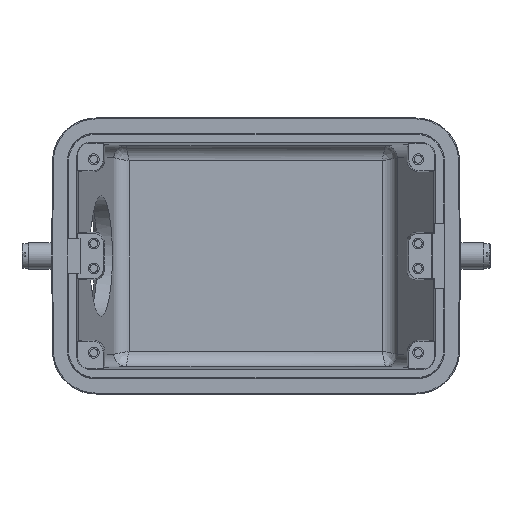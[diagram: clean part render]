
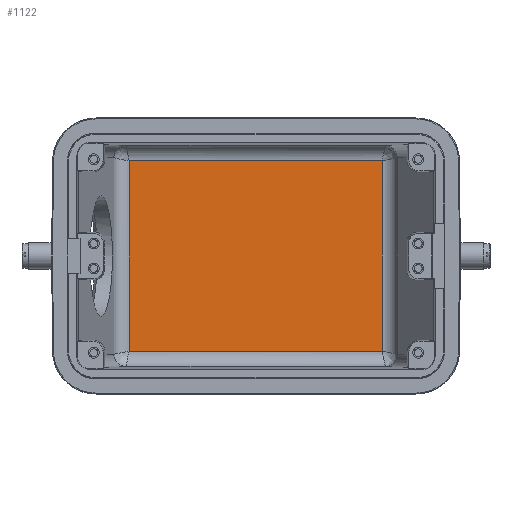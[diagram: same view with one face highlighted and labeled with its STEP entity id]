
A CAD part, front view. The second image highlights one B-rep face of the part: STEP entity #1122.
In plain terms, the highlighted planar face has unit normal (0, -1, 0).
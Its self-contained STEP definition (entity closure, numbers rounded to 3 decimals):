
#463=FACE_OUTER_BOUND('',#2116,.T.);
#1122=ADVANCED_FACE('NONE',(#463),#1414,.F.);
#1414=PLANE('',#8014);
#2116=EDGE_LOOP('',(#5413,#5414,#5415,#5416));
#2795=LINE('',#12887,#3505);
#2796=LINE('',#12889,#3506);
#2804=LINE('',#12928,#3514);
#2833=LINE('',#13193,#3543);
#3505=VECTOR('',#9774,1.);
#3506=VECTOR('',#9777,1.);
#3514=VECTOR('',#9805,1.);
#3543=VECTOR('',#9892,1.);
#5413=ORIENTED_EDGE('',*,*,#7153,.F.);
#5414=ORIENTED_EDGE('',*,*,#7167,.F.);
#5415=ORIENTED_EDGE('',*,*,#7214,.T.);
#5416=ORIENTED_EDGE('',*,*,#7154,.F.);
#6157=VERTEX_POINT('',#12585);
#6174=VERTEX_POINT('',#12712);
#6198=VERTEX_POINT('',#12890);
#6204=VERTEX_POINT('',#12927);
#7153=EDGE_CURVE('NONE',#6174,#6157,#2795,.T.);
#7154=EDGE_CURVE('NONE',#6157,#6198,#2796,.T.);
#7167=EDGE_CURVE('NONE',#6204,#6174,#2804,.T.);
#7214=EDGE_CURVE('NONE',#6204,#6198,#2833,.T.);
#8014=AXIS2_PLACEMENT_3D('',#13194,#9893,#9894);
#9774=DIRECTION('',(1.,0.,0.));
#9777=DIRECTION('',(0.,0.,-1.));
#9805=DIRECTION('',(0.,0.,1.));
#9892=DIRECTION('',(1.,0.,0.));
#9893=DIRECTION('',(0.,1.,0.));
#9894=DIRECTION('',(0.,0.,1.));
#12585=CARTESIAN_POINT('',(40.433,90.,30.488));
#12712=CARTESIAN_POINT('',(-40.687,90.,30.488));
#12887=CARTESIAN_POINT('',(44.554,90.,30.488));
#12889=CARTESIAN_POINT('',(40.433,90.,-36.3));
#12890=CARTESIAN_POINT('',(40.433,90.,-30.488));
#12927=CARTESIAN_POINT('',(-40.687,90.,-30.488));
#12928=CARTESIAN_POINT('',(-40.687,90.,-36.3));
#13193=CARTESIAN_POINT('',(44.554,90.,-30.488));
#13194=CARTESIAN_POINT('',(44.554,90.,-36.3));
